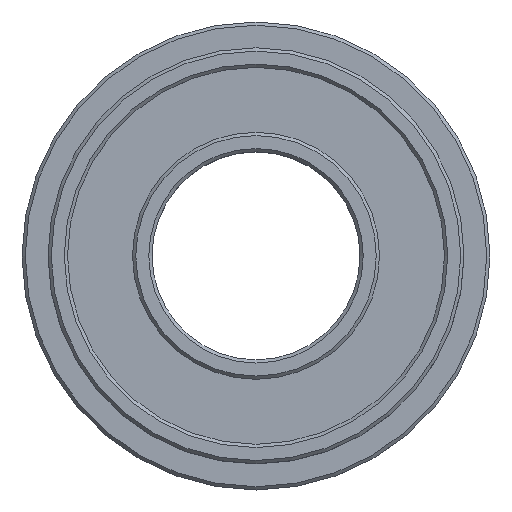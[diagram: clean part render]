
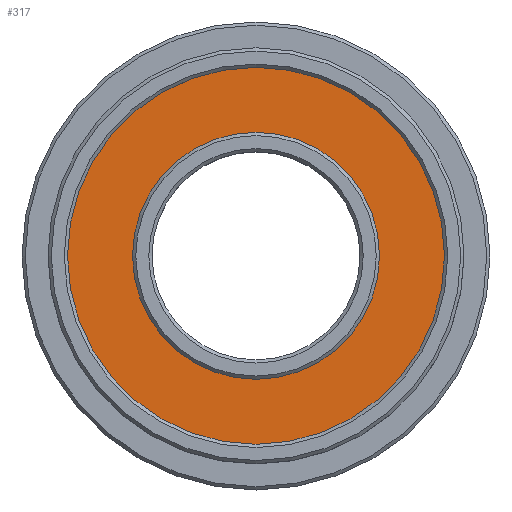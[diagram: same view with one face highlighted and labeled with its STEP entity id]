
A CAD part, top view. The second image highlights one B-rep face of the part: STEP entity #317.
In plain terms, the highlighted planar face has unit normal (0, 0, 1).
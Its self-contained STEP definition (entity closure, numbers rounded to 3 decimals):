
#23=FACE_BOUND('',#90,.T.);
#30=PLANE('',#377);
#60=FACE_OUTER_BOUND('',#89,.T.);
#89=EDGE_LOOP('',(#284));
#90=EDGE_LOOP('',(#285));
#140=CIRCLE('',#365,4.75);
#144=CIRCLE('',#372,7.25);
#163=VERTEX_POINT('',#550);
#167=VERTEX_POINT('',#563);
#198=EDGE_CURVE('',#163,#163,#140,.T.);
#204=EDGE_CURVE('',#167,#167,#144,.T.);
#284=ORIENTED_EDGE('',*,*,#204,.T.);
#285=ORIENTED_EDGE('',*,*,#198,.T.);
#317=ADVANCED_FACE('',(#60,#23),#30,.T.);
#365=AXIS2_PLACEMENT_3D('',#552,#458,#459);
#372=AXIS2_PLACEMENT_3D('',#565,#474,#475);
#377=AXIS2_PLACEMENT_3D('',#573,#486,#487);
#458=DIRECTION('center_axis',(0.,0.,-1.));
#459=DIRECTION('ref_axis',(1.,0.,0.));
#474=DIRECTION('center_axis',(0.,0.,1.));
#475=DIRECTION('ref_axis',(1.,0.,0.));
#486=DIRECTION('center_axis',(0.,0.,1.));
#487=DIRECTION('ref_axis',(1.,0.,0.));
#550=CARTESIAN_POINT('',(-4.75,0.,2.25));
#552=CARTESIAN_POINT('Origin',(0.,0.,2.25));
#563=CARTESIAN_POINT('',(-7.25,0.,2.25));
#565=CARTESIAN_POINT('Origin',(0.,0.,2.25));
#573=CARTESIAN_POINT('Origin',(0.,0.,2.25));
